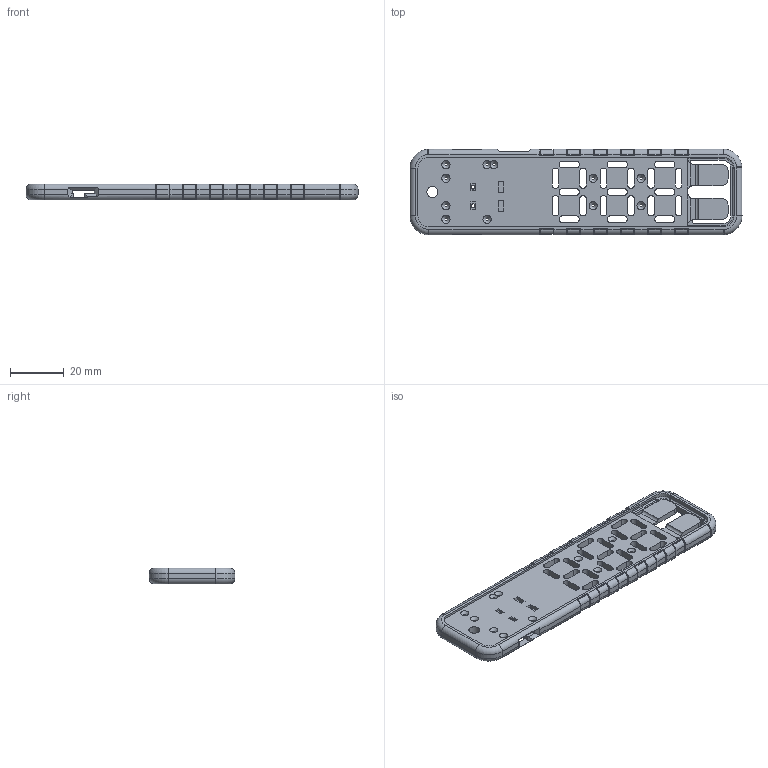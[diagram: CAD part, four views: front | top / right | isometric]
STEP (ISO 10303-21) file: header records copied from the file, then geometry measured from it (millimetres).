
FILE_DESCRIPTION(/* description */ (''),/* implementation_level */ '2;1');
FILE_NAME(/* name */ 'BeanCounter_Rev11.step',/* time_stamp */ '2023-09-28T02:34:49-04:00',/* author */ (''),/* organization */ (''),/* preprocessor_version */ 'ST-DEVELOPER v20',/* originating_system */ 'Autodesk Translation Framework v12.9.0.99',/* authorisation */ '');
FILE_SCHEMA (('AUTOMOTIVE_DESIGN { 1 0 10303 214 3 1 1 }'));
Length unit declared in the file: millimetre
Products named in the file (1): FusionComponent
Bounding box: 123.24 x 31.8 x 5.9 mm (x, y, z)
Volume: 12626.5 mm3; surface area: 11173.1 mm2
Topology: 1 solids, 1 shells, 641 faces, 1653 edges, 1013 vertices
Faces by surface type: cylinder 313, plane 201, torus 108, cone 19
Full cylindrical faces by diameter (mm): 1.016 x11, 1.5 x4, 4.064 x1
Entity records: 20321 total; most frequent: CARTESIAN_POINT 4433, DIRECTION 3371, ORIENTED_EDGE 3306, EDGE_CURVE 1653, AXIS2_PLACEMENT_3D 1245, VERTEX_POINT 1013, LINE 881, VECTOR 881
